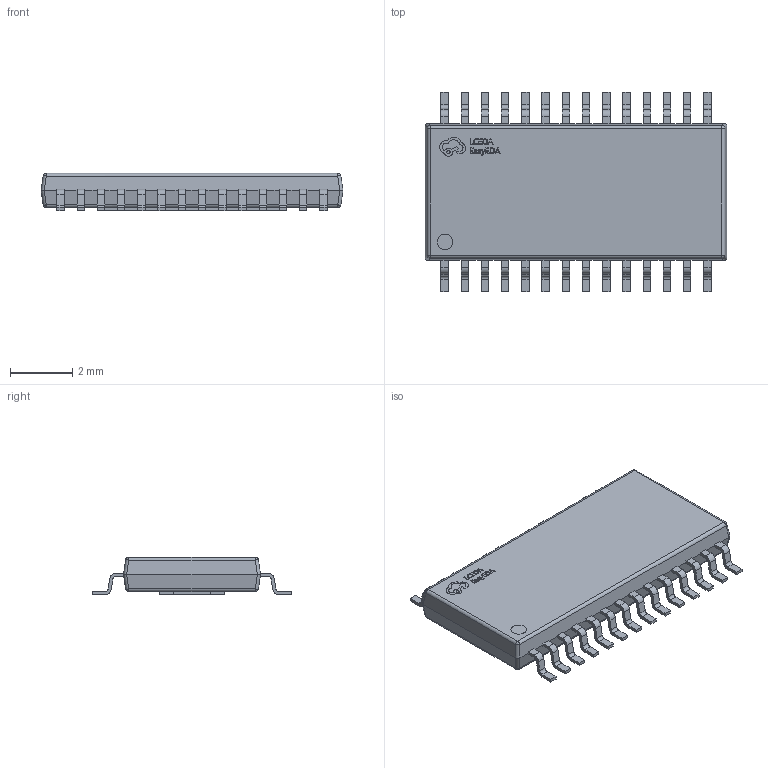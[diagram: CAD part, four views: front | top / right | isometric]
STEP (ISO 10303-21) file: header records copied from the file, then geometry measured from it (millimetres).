
FILE_DESCRIPTION(('Open CASCADE Model'),'2;1');
FILE_NAME('Open CASCADE Shape Model','2025-11-27T01:34:24',('Author'),( 'Open CASCADE'),'Open CASCADE STEP processor 7.9','Open CASCADE 7.9' ,'Unknown');
FILE_SCHEMA(('AUTOMOTIVE_DESIGN { 1 0 10303 214 1 1 1 1 }'));
Length unit declared in the file: millimetre
Products named in the file (1): COMPOUND
Bounding box: 9.7 x 6.4 x 1.2 mm (x, y, z)
Volume: 47.8 mm3; surface area: 139.3 mm2
Topology: 14 solids, 14 shells, 704 faces, 1969 edges, 1302 vertices
Faces by surface type: bspline 704
Entity records: 26890 total; most frequent: CARTESIAN_POINT 10173, ORIENTED_EDGE 3938, EDGE_CURVE 1969, B_SPLINE_CURVE_WITH_KNOTS 1713, VERTEX_POINT 1302, FACE_BOUND 725, EDGE_LOOP 725, PRESENTATION_STYLE_ASSIGNMENT 718
